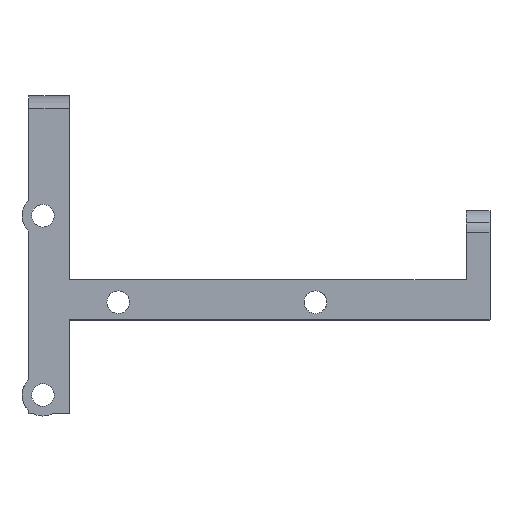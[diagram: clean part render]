
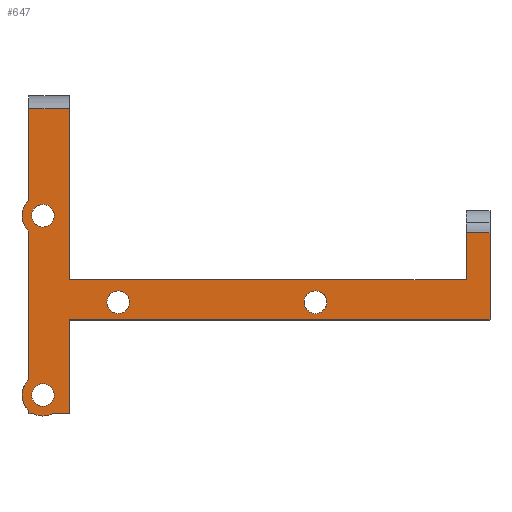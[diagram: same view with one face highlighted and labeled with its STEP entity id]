
A CAD part, left-side view. The second image highlights one B-rep face of the part: STEP entity #647.
In plain terms, the highlighted planar face has unit normal (-1, 0, 0).
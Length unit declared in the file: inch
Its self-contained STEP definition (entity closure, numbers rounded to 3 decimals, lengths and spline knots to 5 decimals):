
#16=FACE_BOUND('',#87,.T.);
#17=FACE_BOUND('',#88,.T.);
#18=FACE_BOUND('',#89,.T.);
#19=FACE_BOUND('',#90,.T.);
#30=PLANE('',#705);
#52=FACE_OUTER_BOUND('',#86,.T.);
#86=EDGE_LOOP('',(#476,#477,#478,#479,#480,#481,#482,#483,#484,#485,#486,
#487,#488,#489,#490,#491,#492));
#87=EDGE_LOOP('',(#493));
#88=EDGE_LOOP('',(#494));
#89=EDGE_LOOP('',(#495));
#90=EDGE_LOOP('',(#496));
#134=CIRCLE('',#690,0.175);
#136=CIRCLE('',#694,0.175);
#140=CIRCLE('',#706,0.175);
#141=CIRCLE('',#707,0.095);
#142=CIRCLE('',#708,0.095);
#143=CIRCLE('',#709,0.095);
#144=CIRCLE('',#710,0.095);
#165=LINE('',#987,#228);
#169=LINE('',#995,#232);
#173=LINE('',#1008,#236);
#174=LINE('',#1010,#237);
#175=LINE('',#1012,#238);
#176=LINE('',#1014,#239);
#177=LINE('',#1016,#240);
#178=LINE('',#1018,#241);
#179=LINE('',#1020,#242);
#180=LINE('',#1022,#243);
#181=LINE('',#1024,#244);
#182=LINE('',#1026,#245);
#183=LINE('',#1028,#246);
#184=LINE('',#1029,#247);
#228=VECTOR('',#789,0.3937);
#232=VECTOR('',#793,0.3937);
#236=VECTOR('',#805,0.3937);
#237=VECTOR('',#808,0.3937);
#238=VECTOR('',#809,0.3937);
#239=VECTOR('',#810,0.3937);
#240=VECTOR('',#811,0.3937);
#241=VECTOR('',#812,0.3937);
#242=VECTOR('',#813,0.3937);
#243=VECTOR('',#814,0.3937);
#244=VECTOR('',#815,0.3937);
#245=VECTOR('',#816,0.3937);
#246=VECTOR('',#817,0.3937);
#247=VECTOR('',#818,0.3937);
#283=VERTEX_POINT('',#952);
#284=VERTEX_POINT('',#954);
#288=VERTEX_POINT('',#962);
#289=VERTEX_POINT('',#964);
#297=VERTEX_POINT('',#986);
#300=VERTEX_POINT('',#992);
#301=VERTEX_POINT('',#994);
#306=VERTEX_POINT('',#1006);
#307=VERTEX_POINT('',#1011);
#308=VERTEX_POINT('',#1013);
#309=VERTEX_POINT('',#1015);
#310=VERTEX_POINT('',#1017);
#311=VERTEX_POINT('',#1019);
#312=VERTEX_POINT('',#1021);
#313=VERTEX_POINT('',#1023);
#314=VERTEX_POINT('',#1025);
#315=VERTEX_POINT('',#1027);
#316=VERTEX_POINT('',#1031);
#317=VERTEX_POINT('',#1033);
#318=VERTEX_POINT('',#1035);
#319=VERTEX_POINT('',#1037);
#346=EDGE_CURVE('',#283,#284,#134,.T.);
#351=EDGE_CURVE('',#288,#289,#136,.T.);
#362=EDGE_CURVE('',#297,#284,#165,.T.);
#366=EDGE_CURVE('',#301,#300,#169,.T.);
#373=EDGE_CURVE('',#283,#306,#173,.T.);
#374=EDGE_CURVE('',#306,#289,#174,.T.);
#375=EDGE_CURVE('',#288,#307,#175,.T.);
#376=EDGE_CURVE('',#307,#308,#176,.T.);
#377=EDGE_CURVE('',#309,#308,#177,.T.);
#378=EDGE_CURVE('',#309,#310,#178,.T.);
#379=EDGE_CURVE('',#310,#311,#179,.T.);
#380=EDGE_CURVE('',#311,#312,#180,.T.);
#381=EDGE_CURVE('',#312,#313,#181,.T.);
#382=EDGE_CURVE('',#313,#314,#182,.T.);
#383=EDGE_CURVE('',#314,#315,#183,.T.);
#384=EDGE_CURVE('',#315,#301,#184,.T.);
#385=EDGE_CURVE('',#297,#300,#140,.T.);
#386=EDGE_CURVE('',#316,#316,#141,.T.);
#387=EDGE_CURVE('',#317,#317,#142,.T.);
#388=EDGE_CURVE('',#318,#318,#143,.T.);
#389=EDGE_CURVE('',#319,#319,#144,.T.);
#476=ORIENTED_EDGE('',*,*,#374,.T.);
#477=ORIENTED_EDGE('',*,*,#351,.F.);
#478=ORIENTED_EDGE('',*,*,#375,.T.);
#479=ORIENTED_EDGE('',*,*,#376,.T.);
#480=ORIENTED_EDGE('',*,*,#377,.F.);
#481=ORIENTED_EDGE('',*,*,#378,.T.);
#482=ORIENTED_EDGE('',*,*,#379,.T.);
#483=ORIENTED_EDGE('',*,*,#380,.T.);
#484=ORIENTED_EDGE('',*,*,#381,.T.);
#485=ORIENTED_EDGE('',*,*,#382,.T.);
#486=ORIENTED_EDGE('',*,*,#383,.T.);
#487=ORIENTED_EDGE('',*,*,#384,.T.);
#488=ORIENTED_EDGE('',*,*,#366,.T.);
#489=ORIENTED_EDGE('',*,*,#385,.F.);
#490=ORIENTED_EDGE('',*,*,#362,.T.);
#491=ORIENTED_EDGE('',*,*,#346,.F.);
#492=ORIENTED_EDGE('',*,*,#373,.T.);
#493=ORIENTED_EDGE('',*,*,#386,.F.);
#494=ORIENTED_EDGE('',*,*,#387,.F.);
#495=ORIENTED_EDGE('',*,*,#388,.F.);
#496=ORIENTED_EDGE('',*,*,#389,.F.);
#647=ADVANCED_FACE('',(#52,#16,#17,#18,#19),#30,.T.);
#690=AXIS2_PLACEMENT_3D('',#955,#759,#760);
#694=AXIS2_PLACEMENT_3D('',#965,#768,#769);
#705=AXIS2_PLACEMENT_3D('',#1009,#806,#807);
#706=AXIS2_PLACEMENT_3D('',#1030,#819,#820);
#707=AXIS2_PLACEMENT_3D('',#1032,#821,#822);
#708=AXIS2_PLACEMENT_3D('',#1034,#823,#824);
#709=AXIS2_PLACEMENT_3D('',#1036,#825,#826);
#710=AXIS2_PLACEMENT_3D('',#1038,#827,#828);
#759=DIRECTION('center_axis',(1.,0.,0.));
#760=DIRECTION('ref_axis',(0.,0.,-1.));
#768=DIRECTION('center_axis',(1.,0.,0.));
#769=DIRECTION('ref_axis',(0.,0.,-1.));
#789=DIRECTION('',(0.,0.,-1.));
#793=DIRECTION('',(0.,0.,-1.));
#805=DIRECTION('',(0.,0.,-1.));
#806=DIRECTION('center_axis',(-1.,0.,0.));
#807=DIRECTION('ref_axis',(0.,0.,-1.));
#808=DIRECTION('',(0.,-1.,0.));
#809=DIRECTION('',(0.,-1.,0.));
#810=DIRECTION('',(0.,0.,1.));
#811=DIRECTION('',(0.,1.,0.));
#812=DIRECTION('',(0.,0.,1.));
#813=DIRECTION('',(0.,1.,0.));
#814=DIRECTION('',(0.,0.,-1.));
#815=DIRECTION('',(0.,1.,0.));
#816=DIRECTION('',(0.,0.,1.));
#817=DIRECTION('',(0.,1.,0.));
#818=DIRECTION('',(0.,1.,0.));
#819=DIRECTION('center_axis',(1.,0.,0.));
#820=DIRECTION('ref_axis',(0.,0.,-1.));
#821=DIRECTION('center_axis',(-1.,0.,0.));
#822=DIRECTION('ref_axis',(0.,0.,-1.));
#823=DIRECTION('center_axis',(-1.,0.,0.));
#824=DIRECTION('ref_axis',(0.,0.,-1.));
#825=DIRECTION('center_axis',(-1.,0.,0.));
#826=DIRECTION('ref_axis',(0.,0.,-1.));
#827=DIRECTION('center_axis',(-1.,0.,0.));
#828=DIRECTION('ref_axis',(0.,0.,-1.));
#952=CARTESIAN_POINT('',(-0.14479,5.12435,2.97739));
#954=CARTESIAN_POINT('',(-0.14479,5.12435,3.23558));
#955=CARTESIAN_POINT('Origin',(-0.14479,5.0062,3.10648));
#962=CARTESIAN_POINT('',(-0.14479,4.919,2.95476));
#964=CARTESIAN_POINT('',(-0.14479,5.0934,2.95476));
#965=CARTESIAN_POINT('Origin',(-0.14479,5.0062,3.10648));
#986=CARTESIAN_POINT('',(-0.14479,5.12435,4.47755));
#987=CARTESIAN_POINT('',(-0.14479,5.12435,5.46731));
#992=CARTESIAN_POINT('',(-0.14479,5.12435,4.73574));
#994=CARTESIAN_POINT('',(-0.14479,5.12435,5.50357));
#995=CARTESIAN_POINT('',(-0.14479,5.12435,5.46731));
#1006=CARTESIAN_POINT('',(-0.14479,5.12435,2.95476));
#1008=CARTESIAN_POINT('',(-0.14479,5.12435,5.46731));
#1009=CARTESIAN_POINT('Origin',(-0.14479,4.62435,5.78206));
#1010=CARTESIAN_POINT('',(-0.14479,5.12435,2.95476));
#1011=CARTESIAN_POINT('',(-0.14479,4.78485,2.95476));
#1012=CARTESIAN_POINT('',(-0.14479,5.12435,2.95476));
#1013=CARTESIAN_POINT('',(-0.14479,4.78485,3.73946));
#1014=CARTESIAN_POINT('',(-0.14479,4.78485,5.02966));
#1015=CARTESIAN_POINT('',(-0.14479,1.2658,3.73946));
#1016=CARTESIAN_POINT('',(-0.14479,4.28485,3.73946));
#1017=CARTESIAN_POINT('',(-0.14479,1.2658,4.46609));
#1018=CARTESIAN_POINT('',(-0.14479,1.2658,4.99888));
#1019=CARTESIAN_POINT('',(-0.14479,1.4658,4.46609));
#1020=CARTESIAN_POINT('',(-0.14479,3.04508,4.46609));
#1021=CARTESIAN_POINT('',(-0.14479,1.4658,4.06964));
#1022=CARTESIAN_POINT('',(-0.14479,1.4658,4.99888));
#1023=CARTESIAN_POINT('',(-0.14479,4.78485,4.06964));
#1024=CARTESIAN_POINT('',(-0.14479,4.4546,4.06964));
#1025=CARTESIAN_POINT('',(-0.14479,4.78485,5.50357));
#1026=CARTESIAN_POINT('',(-0.14479,4.78485,5.02966));
#1027=CARTESIAN_POINT('',(-0.14479,4.78535,5.50357));
#1028=CARTESIAN_POINT('',(-0.14479,5.12435,5.50357));
#1029=CARTESIAN_POINT('',(-0.14479,5.12435,5.50357));
#1030=CARTESIAN_POINT('Origin',(-0.14479,5.0062,4.60664));
#1031=CARTESIAN_POINT('',(-0.14479,4.37606,3.97816));
#1032=CARTESIAN_POINT('Origin',(-0.14479,4.37606,3.88316));
#1033=CARTESIAN_POINT('',(-0.14479,2.72606,3.97816));
#1034=CARTESIAN_POINT('Origin',(-0.14479,2.72606,3.88316));
#1035=CARTESIAN_POINT('',(-0.14479,5.0062,4.70164));
#1036=CARTESIAN_POINT('Origin',(-0.14479,5.0062,4.60664));
#1037=CARTESIAN_POINT('',(-0.14479,5.0062,3.20148));
#1038=CARTESIAN_POINT('Origin',(-0.14479,5.0062,3.10648));
